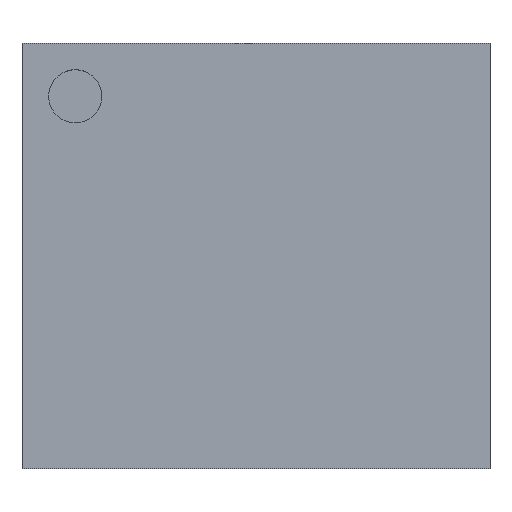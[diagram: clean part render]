
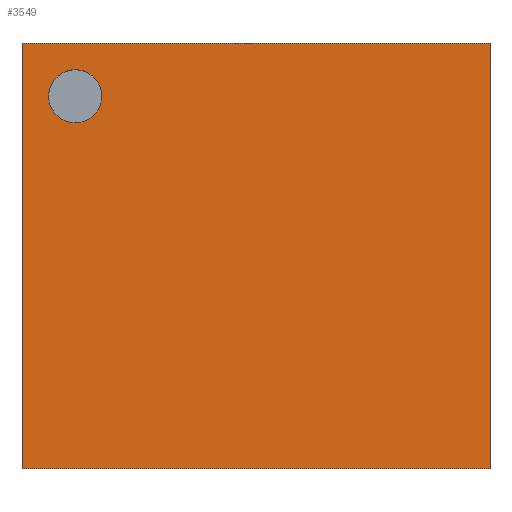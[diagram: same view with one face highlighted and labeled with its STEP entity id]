
A CAD part, top view. The second image highlights one B-rep face of the part: STEP entity #3549.
In plain terms, the highlighted planar face has unit normal (0, 0, 1).
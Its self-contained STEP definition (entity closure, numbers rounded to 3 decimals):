
#3360 = VERTEX_POINT('',#3361);
#3361 = CARTESIAN_POINT('',(-2.195,-1.997,0.447));
#3368 = PLANE('',#3369);
#3369 = AXIS2_PLACEMENT_3D('',#3370,#3371,#3372);
#3370 = CARTESIAN_POINT('',(-2.195,-1.997,0.15));
#3371 = DIRECTION('',(1.,0.,0.));
#3372 = DIRECTION('',(0.,0.,1.));
#3380 = PLANE('',#3381);
#3381 = AXIS2_PLACEMENT_3D('',#3382,#3383,#3384);
#3382 = CARTESIAN_POINT('',(-2.195,-1.997,0.15));
#3383 = DIRECTION('',(0.,1.,0.));
#3384 = DIRECTION('',(0.,0.,1.));
#3421 = VERTEX_POINT('',#3422);
#3422 = CARTESIAN_POINT('',(-2.195,1.997,0.447));
#3436 = PLANE('',#3437);
#3437 = AXIS2_PLACEMENT_3D('',#3438,#3439,#3440);
#3438 = CARTESIAN_POINT('',(-2.195,1.997,0.15));
#3439 = DIRECTION('',(0.,1.,0.));
#3440 = DIRECTION('',(0.,0.,1.));
#3448 = EDGE_CURVE('',#3360,#3421,#3449,.T.);
#3449 = SURFACE_CURVE('',#3450,(#3454,#3461),.PCURVE_S1.);
#3450 = LINE('',#3451,#3452);
#3451 = CARTESIAN_POINT('',(-2.195,-1.997,0.447));
#3452 = VECTOR('',#3453,1.);
#3453 = DIRECTION('',(0.,1.,0.));
#3454 = PCURVE('',#3368,#3455);
#3455 = DEFINITIONAL_REPRESENTATION('',(#3456),#3460);
#3456 = LINE('',#3457,#3458);
#3457 = CARTESIAN_POINT('',(0.297,0.));
#3458 = VECTOR('',#3459,1.);
#3459 = DIRECTION('',(0.,-1.));
#3460 = ( GEOMETRIC_REPRESENTATION_CONTEXT(2) 
PARAMETRIC_REPRESENTATION_CONTEXT() REPRESENTATION_CONTEXT('2D SPACE',''
  ) );
#3461 = PCURVE('',#3462,#3467);
#3462 = PLANE('',#3463);
#3463 = AXIS2_PLACEMENT_3D('',#3464,#3465,#3466);
#3464 = CARTESIAN_POINT('',(-2.195,-1.997,0.447));
#3465 = DIRECTION('',(0.,0.,1.));
#3466 = DIRECTION('',(1.,0.,0.));
#3467 = DEFINITIONAL_REPRESENTATION('',(#3468),#3472);
#3468 = LINE('',#3469,#3470);
#3469 = CARTESIAN_POINT('',(0.,0.));
#3470 = VECTOR('',#3471,1.);
#3471 = DIRECTION('',(0.,1.));
#3472 = ( GEOMETRIC_REPRESENTATION_CONTEXT(2) 
PARAMETRIC_REPRESENTATION_CONTEXT() REPRESENTATION_CONTEXT('2D SPACE',''
  ) );
#3501 = EDGE_CURVE('',#3360,#3502,#3504,.T.);
#3502 = VERTEX_POINT('',#3503);
#3503 = CARTESIAN_POINT('',(2.195,-1.997,0.447));
#3504 = SURFACE_CURVE('',#3505,(#3509,#3516),.PCURVE_S1.);
#3505 = LINE('',#3506,#3507);
#3506 = CARTESIAN_POINT('',(-2.195,-1.997,0.447));
#3507 = VECTOR('',#3508,1.);
#3508 = DIRECTION('',(1.,0.,0.));
#3509 = PCURVE('',#3380,#3510);
#3510 = DEFINITIONAL_REPRESENTATION('',(#3511),#3515);
#3511 = LINE('',#3512,#3513);
#3512 = CARTESIAN_POINT('',(0.297,0.));
#3513 = VECTOR('',#3514,1.);
#3514 = DIRECTION('',(0.,1.));
#3515 = ( GEOMETRIC_REPRESENTATION_CONTEXT(2) 
PARAMETRIC_REPRESENTATION_CONTEXT() REPRESENTATION_CONTEXT('2D SPACE',''
  ) );
#3516 = PCURVE('',#3462,#3517);
#3517 = DEFINITIONAL_REPRESENTATION('',(#3518),#3522);
#3518 = LINE('',#3519,#3520);
#3519 = CARTESIAN_POINT('',(0.,0.));
#3520 = VECTOR('',#3521,1.);
#3521 = DIRECTION('',(1.,0.));
#3522 = ( GEOMETRIC_REPRESENTATION_CONTEXT(2) 
PARAMETRIC_REPRESENTATION_CONTEXT() REPRESENTATION_CONTEXT('2D SPACE',''
  ) );
#3538 = PLANE('',#3539);
#3539 = AXIS2_PLACEMENT_3D('',#3540,#3541,#3542);
#3540 = CARTESIAN_POINT('',(2.195,-1.997,0.15));
#3541 = DIRECTION('',(1.,0.,0.));
#3542 = DIRECTION('',(0.,0.,1.));
#3549 = ADVANCED_FACE('',(#3550,#3598),#3462,.T.);
#3550 = FACE_BOUND('',#3551,.T.);
#3551 = EDGE_LOOP('',(#3552,#3553,#3554,#3577));
#3552 = ORIENTED_EDGE('',*,*,#3448,.F.);
#3553 = ORIENTED_EDGE('',*,*,#3501,.T.);
#3554 = ORIENTED_EDGE('',*,*,#3555,.T.);
#3555 = EDGE_CURVE('',#3502,#3556,#3558,.T.);
#3556 = VERTEX_POINT('',#3557);
#3557 = CARTESIAN_POINT('',(2.195,1.997,0.447));
#3558 = SURFACE_CURVE('',#3559,(#3563,#3570),.PCURVE_S1.);
#3559 = LINE('',#3560,#3561);
#3560 = CARTESIAN_POINT('',(2.195,-1.997,0.447));
#3561 = VECTOR('',#3562,1.);
#3562 = DIRECTION('',(0.,1.,0.));
#3563 = PCURVE('',#3462,#3564);
#3564 = DEFINITIONAL_REPRESENTATION('',(#3565),#3569);
#3565 = LINE('',#3566,#3567);
#3566 = CARTESIAN_POINT('',(4.39,0.));
#3567 = VECTOR('',#3568,1.);
#3568 = DIRECTION('',(0.,1.));
#3569 = ( GEOMETRIC_REPRESENTATION_CONTEXT(2) 
PARAMETRIC_REPRESENTATION_CONTEXT() REPRESENTATION_CONTEXT('2D SPACE',''
  ) );
#3570 = PCURVE('',#3538,#3571);
#3571 = DEFINITIONAL_REPRESENTATION('',(#3572),#3576);
#3572 = LINE('',#3573,#3574);
#3573 = CARTESIAN_POINT('',(0.297,0.));
#3574 = VECTOR('',#3575,1.);
#3575 = DIRECTION('',(0.,-1.));
#3576 = ( GEOMETRIC_REPRESENTATION_CONTEXT(2) 
PARAMETRIC_REPRESENTATION_CONTEXT() REPRESENTATION_CONTEXT('2D SPACE',''
  ) );
#3577 = ORIENTED_EDGE('',*,*,#3578,.F.);
#3578 = EDGE_CURVE('',#3421,#3556,#3579,.T.);
#3579 = SURFACE_CURVE('',#3580,(#3584,#3591),.PCURVE_S1.);
#3580 = LINE('',#3581,#3582);
#3581 = CARTESIAN_POINT('',(-2.195,1.997,0.447));
#3582 = VECTOR('',#3583,1.);
#3583 = DIRECTION('',(1.,0.,0.));
#3584 = PCURVE('',#3462,#3585);
#3585 = DEFINITIONAL_REPRESENTATION('',(#3586),#3590);
#3586 = LINE('',#3587,#3588);
#3587 = CARTESIAN_POINT('',(0.,3.994));
#3588 = VECTOR('',#3589,1.);
#3589 = DIRECTION('',(1.,0.));
#3590 = ( GEOMETRIC_REPRESENTATION_CONTEXT(2) 
PARAMETRIC_REPRESENTATION_CONTEXT() REPRESENTATION_CONTEXT('2D SPACE',''
  ) );
#3591 = PCURVE('',#3436,#3592);
#3592 = DEFINITIONAL_REPRESENTATION('',(#3593),#3597);
#3593 = LINE('',#3594,#3595);
#3594 = CARTESIAN_POINT('',(0.297,0.));
#3595 = VECTOR('',#3596,1.);
#3596 = DIRECTION('',(0.,1.));
#3597 = ( GEOMETRIC_REPRESENTATION_CONTEXT(2) 
PARAMETRIC_REPRESENTATION_CONTEXT() REPRESENTATION_CONTEXT('2D SPACE',''
  ) );
#3598 = FACE_BOUND('',#3599,.T.);
#3599 = EDGE_LOOP('',(#3600));
#3600 = ORIENTED_EDGE('',*,*,#3601,.F.);
#3601 = EDGE_CURVE('',#3602,#3602,#3604,.T.);
#3602 = VERTEX_POINT('',#3603);
#3603 = CARTESIAN_POINT('',(-1.446,1.498,0.447));
#3604 = SURFACE_CURVE('',#3605,(#3610,#3617),.PCURVE_S1.);
#3605 = CIRCLE('',#3606,0.25);
#3606 = AXIS2_PLACEMENT_3D('',#3607,#3608,#3609);
#3607 = CARTESIAN_POINT('',(-1.696,1.498,0.447));
#3608 = DIRECTION('',(0.,0.,1.));
#3609 = DIRECTION('',(1.,0.,0.));
#3610 = PCURVE('',#3462,#3611);
#3611 = DEFINITIONAL_REPRESENTATION('',(#3612),#3616);
#3612 = CIRCLE('',#3613,0.25);
#3613 = AXIS2_PLACEMENT_2D('',#3614,#3615);
#3614 = CARTESIAN_POINT('',(0.499,3.495));
#3615 = DIRECTION('',(1.,0.));
#3616 = ( GEOMETRIC_REPRESENTATION_CONTEXT(2) 
PARAMETRIC_REPRESENTATION_CONTEXT() REPRESENTATION_CONTEXT('2D SPACE',''
  ) );
#3617 = PCURVE('',#3618,#3623);
#3618 = CYLINDRICAL_SURFACE('',#3619,0.25);
#3619 = AXIS2_PLACEMENT_3D('',#3620,#3621,#3622);
#3620 = CARTESIAN_POINT('',(-1.696,1.498,0.402));
#3621 = DIRECTION('',(0.,0.,1.));
#3622 = DIRECTION('',(1.,0.,0.));
#3623 = DEFINITIONAL_REPRESENTATION('',(#3624),#3628);
#3624 = LINE('',#3625,#3626);
#3625 = CARTESIAN_POINT('',(0.,0.045));
#3626 = VECTOR('',#3627,1.);
#3627 = DIRECTION('',(1.,0.));
#3628 = ( GEOMETRIC_REPRESENTATION_CONTEXT(2) 
PARAMETRIC_REPRESENTATION_CONTEXT() REPRESENTATION_CONTEXT('2D SPACE',''
  ) );
